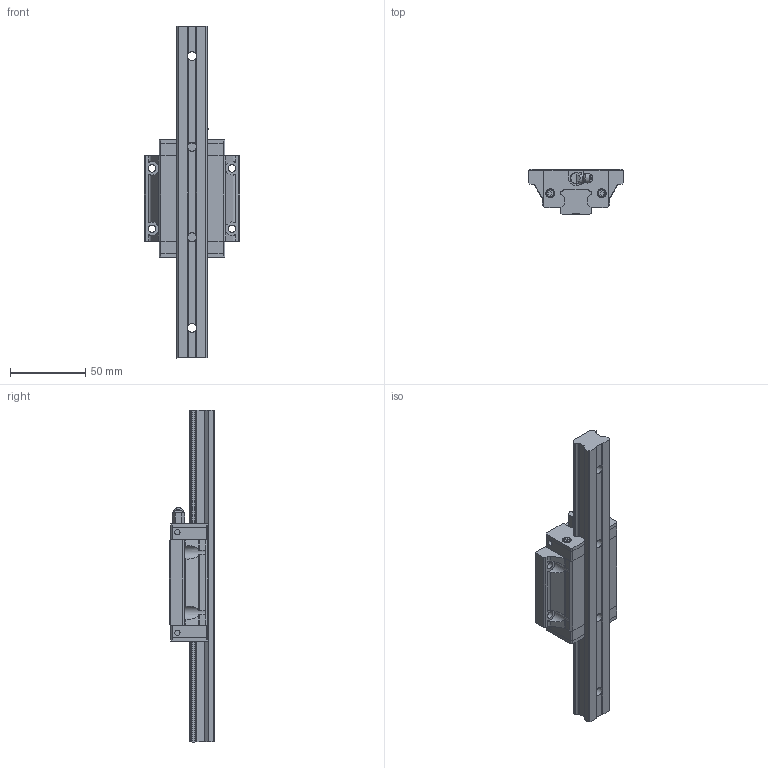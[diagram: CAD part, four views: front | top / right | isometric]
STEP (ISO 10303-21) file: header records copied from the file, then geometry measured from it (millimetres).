
FILE_DESCRIPTION (( 'STEP AP203' ), '1' );
FILE_NAME ('SBI 20 FL.STEP', '2015-01-08T06:32:06', ( 'john' ), ( '' ), 'SwSTEP 2.0', 'SolidWorks 2013', '' );
FILE_SCHEMA (( 'CONFIG_CONTROL_DESIGN' ));
Length unit declared in the file: millimetre
Products named in the file (6): DEFAULT_4; DEFAULT_2; A2N; DEFAULT_3; SBI 20 FL; DEFAULT_1
Assembly tree (7 placements, depth 2):
  SBI 20 FL
    DEFAULT_1
    DEFAULT_2
    DEFAULT_3  x2
    DEFAULT_4  x2
    A2N
Bounding box: 63 x 30 x 220 mm (x, y, z)
Volume: 142166 mm3; surface area: 44235.2 mm2
Topology: 7 solids, 7 shells, 440 faces, 1159 edges, 764 vertices
Faces by surface type: plane 308, cylinder 93, bspline 21, cone 14, torus 4
Full cylindrical faces by diameter (mm): 2.9 x4, 3.5 x12, 4.917 x4, 5.5 x4, 5.7 x2, 6 x9, 6.5 x2, 9.5 x4
Entity records: 12009 total; most frequent: CARTESIAN_POINT 3266, ORIENTED_EDGE 1696, DIRECTION 1517, EDGE_CURVE 848, VECTOR 607, LINE 607, VERTEX_POINT 584, AXIS2_PLACEMENT_3D 455
